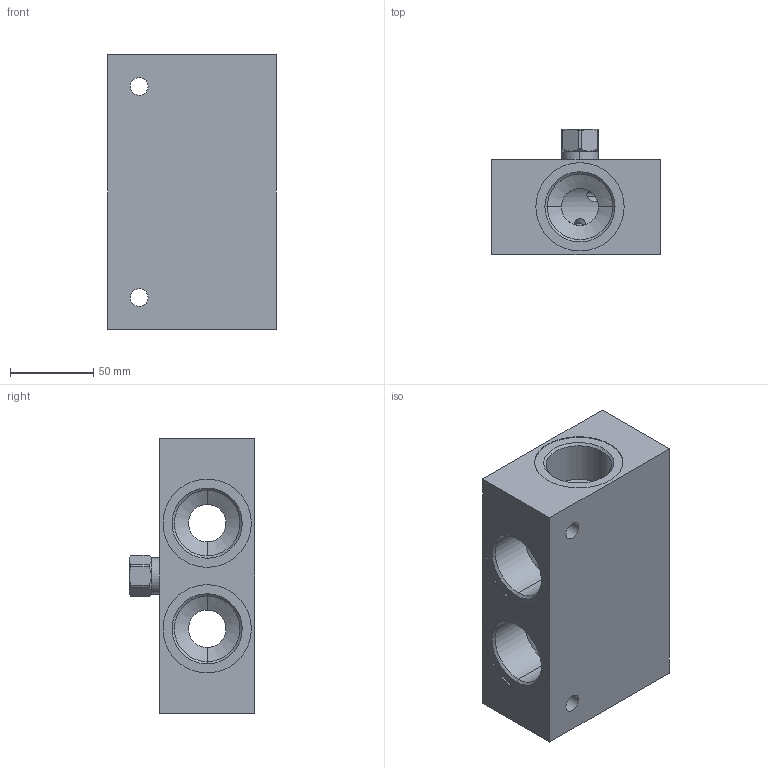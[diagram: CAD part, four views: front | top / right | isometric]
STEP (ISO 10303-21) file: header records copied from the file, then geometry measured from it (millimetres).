
FILE_DESCRIPTION((''),'2;1');
FILE_NAME('YKY_ASM','2024-08-12T',('ProEService'),(''),'PRO/ENGINEER BY PARAMETRIC TECHNOLOGY CORPORATION, 2014200','PRO/ENGINEER BY PARAMETRIC TECHNOLOGY CORPORATION, 2014200','');
FILE_SCHEMA(('CONFIG_CONTROL_DESIGN'));
Length unit declared in the file: inch
Products named in the file (3): 150-653-009; CSAABXN; YKY_ASM
Assembly tree (2 placements, depth 2):
  YKY_ASM
    150-653-009
    CSAABXN
Bounding box: 101.6 x 75.41 x 165.1 mm (x, y, z)
Volume: 658531.4 mm3; surface area: 104230.3 mm2
Topology: 3 solids, 5 shells, 307 faces, 915 edges, 737 vertices
Faces by surface type: cylinder 132, cone 89, plane 46, torus 34, revolution 6
Entity records: 11668 total; most frequent: CARTESIAN_POINT 3335, DIRECTION 1857, ORIENTED_EDGE 1384, AXIS2_PLACEMENT_3D 696, EDGE_CURVE 692, VECTOR 459, LINE 459, VERTEX_POINT 415
